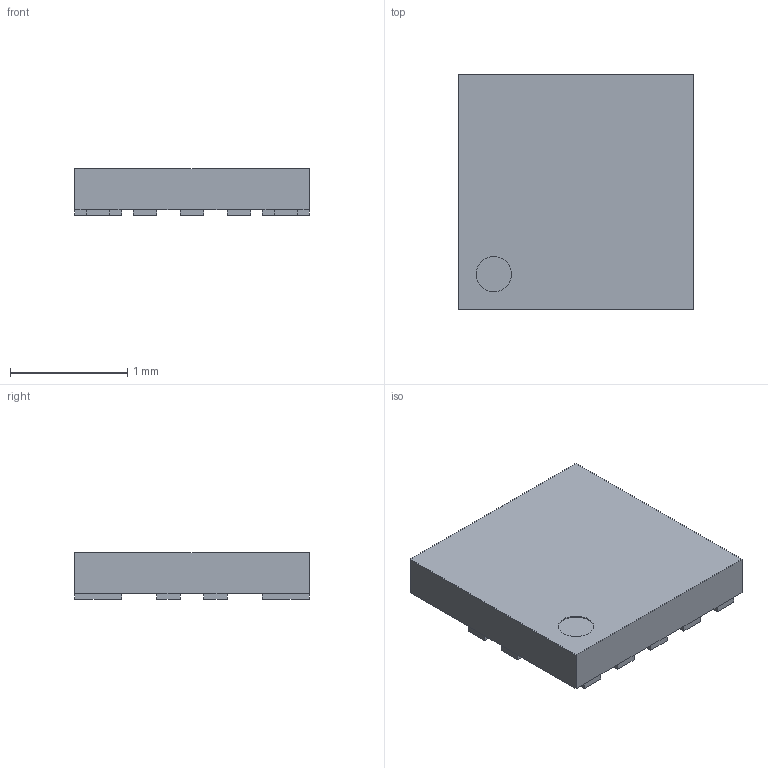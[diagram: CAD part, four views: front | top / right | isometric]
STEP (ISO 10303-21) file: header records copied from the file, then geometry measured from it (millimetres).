
FILE_DESCRIPTION(('FreeCAD Model'),'2;1');
FILE_NAME('QFN40P200X200-14.step', '2019-11-22T09:49:13',('Author'),(''), 'Open CASCADE STEP processor 7.3','FreeCAD','Unknown');
FILE_SCHEMA(('AUTOMOTIVE_DESIGN { 1 0 10303 214 1 1 1 1 }'));
Length unit declared in the file: millimetre
Products named in the file (1): Pad001
Bounding box: 2 x 2 x 0.4 mm (x, y, z)
Volume: 1.5 mm3; surface area: 11.6 mm2
Topology: 1 solids, 1 shells, 78 faces, 197 edges, 122 vertices
Faces by surface type: plane 77, cylinder 1
Full cylindrical faces by diameter (mm): 0.3 x1
Entity records: 5383 total; most frequent: CARTESIAN_POINT 798, DIRECTION 750, LINE 587, VECTOR 587, ORIENTED_EDGE 394, PCURVE 394, DEFINITIONAL_REPRESENTATION 394, EDGE_CURVE 197
